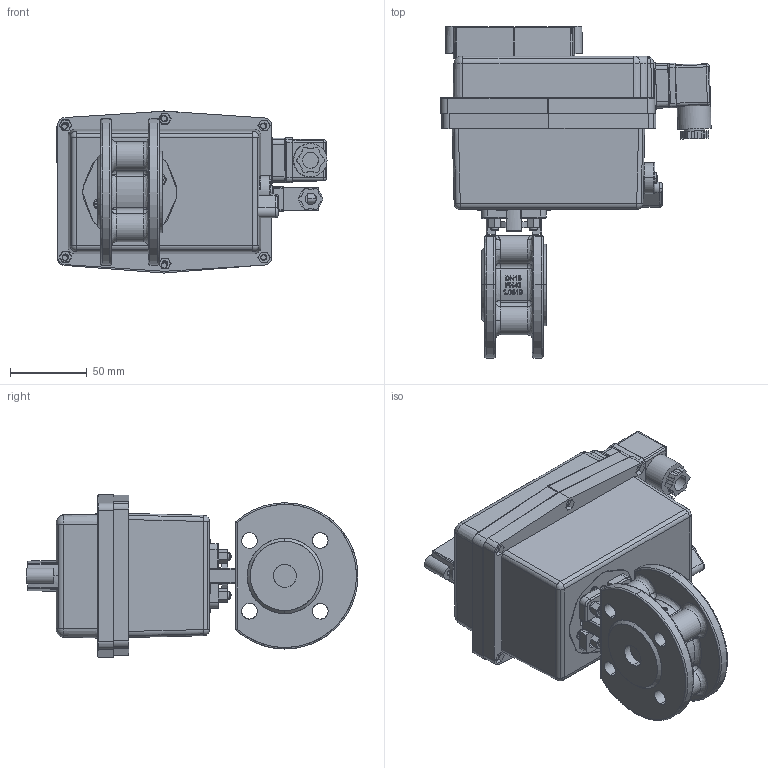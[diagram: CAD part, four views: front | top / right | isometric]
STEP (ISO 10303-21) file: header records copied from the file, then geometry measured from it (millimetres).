
FILE_DESCRIPTION (( 'STEP AP214' ), '1' );
FILE_NAME ('EK06_DN15 (EK06000003).STEP', '2022-05-12T07:49:00', ( '' ), ( '' ), 'SwSTEP 2.0', 'SolidWorks 2021', '' );
FILE_SCHEMA (( 'AUTOMOTIVE_DESIGN' ));
Length unit declared in the file: metre
Products named in the file (1): EK06_DN15 (EK06000003)
Bounding box: 175.51 x 215.67 x 105.32 mm (x, y, z)
Surface area: 135842.5 mm2 (no closed solid volume)
Topology: 0 solids, 225 shells, 975 faces, 3989 edges, 3171 vertices
Faces by surface type: cylinder 391, plane 349, torus 82, bspline 76, cone 67, sphere 10
Entity records: 64660 total; most frequent: CARTESIAN_POINT 22493, DIRECTION 6351, ORIENTED_EDGE 5533, EDGE_CURVE 3971, VERTEX_POINT 3171, AXIS2_PLACEMENT_3D 2309, LINE 1733, VECTOR 1733
